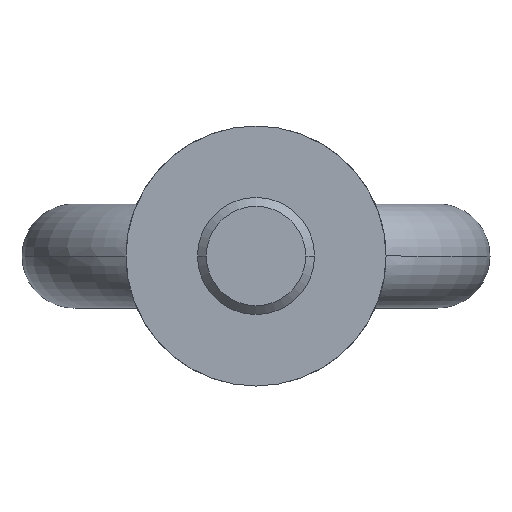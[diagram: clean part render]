
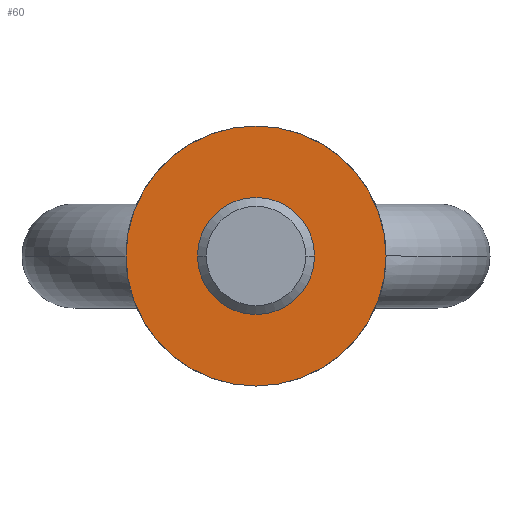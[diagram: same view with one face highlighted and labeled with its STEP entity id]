
A CAD part, front view. The second image highlights one B-rep face of the part: STEP entity #60.
In plain terms, the highlighted planar face has unit normal (0, -1, 0).
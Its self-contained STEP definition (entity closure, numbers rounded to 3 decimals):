
#60=ADVANCED_FACE('',(#94,#95),#96,.T.);
#94=FACE_BOUND('',#133,.T.);
#95=FACE_OUTER_BOUND('',#134,.T.);
#96=PLANE('',#135);
#133=EDGE_LOOP('',(#246,#247));
#134=EDGE_LOOP('',(#248,#249));
#135=AXIS2_PLACEMENT_3D('',#250,#251,#252);
#246=ORIENTED_EDGE('',*,*,#304,.T.);
#247=ORIENTED_EDGE('',*,*,#318,.T.);
#248=ORIENTED_EDGE('',*,*,#322,.T.);
#249=ORIENTED_EDGE('',*,*,#298,.T.);
#250=CARTESIAN_POINT('',(0.0,0.0,0.0));
#251=DIRECTION('',(0.0,-1.0,0.0));
#252=DIRECTION('',(-1.0,0.0,0.0));
#298=EDGE_CURVE('',#351,#349,#352,.T.);
#304=EDGE_CURVE('',#356,#360,#362,.T.);
#318=EDGE_CURVE('',#360,#356,#382,.T.);
#322=EDGE_CURVE('',#349,#351,#388,.T.);
#349=VERTEX_POINT('',#571);
#351=VERTEX_POINT('',#574);
#352=CIRCLE('',#575,20.0);
#356=VERTEX_POINT('',#580);
#360=VERTEX_POINT('',#585);
#362=CIRCLE('',#588,7.647);
#382=CIRCLE('',#614,7.647);
#388=CIRCLE('',#662,20.0);
#571=CARTESIAN_POINT('',(20.0,0.0,0.0));
#574=CARTESIAN_POINT('',(-20.0,0.0,0.));
#575=AXIS2_PLACEMENT_3D('',#806,#807,#808);
#580=CARTESIAN_POINT('',(7.647,0.0,0.0));
#585=CARTESIAN_POINT('',(-7.647,0.0,0.));
#588=AXIS2_PLACEMENT_3D('',#818,#819,#820);
#614=AXIS2_PLACEMENT_3D('',#848,#849,#850);
#662=AXIS2_PLACEMENT_3D('',#854,#855,#856);
#806=CARTESIAN_POINT('',(0.0,0.0,0.0));
#807=DIRECTION('',(0.0,-1.0,0.0));
#808=DIRECTION('',(1.0,0.0,0.0));
#818=CARTESIAN_POINT('',(0.0,0.0,0.0));
#819=DIRECTION('',(-0.0,1.0,0.0));
#820=DIRECTION('',(1.0,0.0,0.0));
#848=CARTESIAN_POINT('',(0.0,0.0,0.0));
#849=DIRECTION('',(-0.0,1.0,0.0));
#850=DIRECTION('',(1.0,0.0,0.0));
#854=CARTESIAN_POINT('',(0.0,0.0,0.0));
#855=DIRECTION('',(0.0,-1.0,0.0));
#856=DIRECTION('',(1.0,0.0,0.0));
